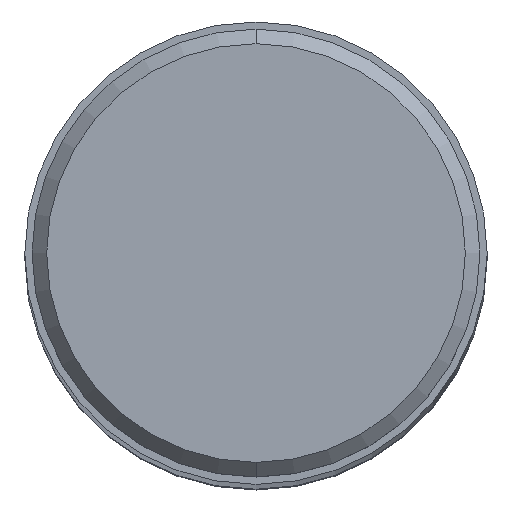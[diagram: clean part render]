
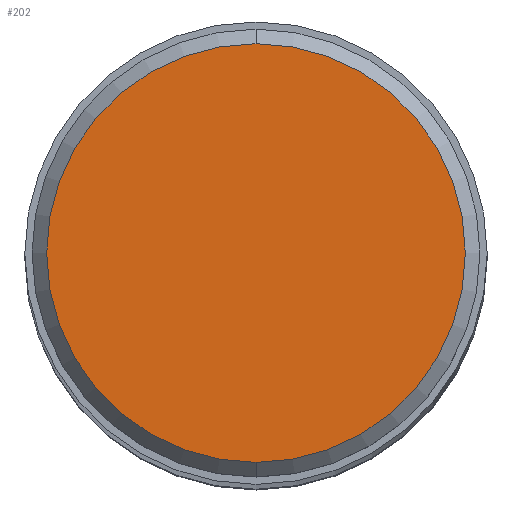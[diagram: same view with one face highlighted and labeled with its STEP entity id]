
A CAD part, top view. The second image highlights one B-rep face of the part: STEP entity #202.
In plain terms, the highlighted planar face has unit normal (0, 0, 1).
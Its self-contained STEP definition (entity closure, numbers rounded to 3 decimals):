
#145=FACE_OUTER_BOUND('',#273,.T.);
#202=ADVANCED_FACE('',(#145),#209,.F.);
#209=PLANE('',#1230);
#273=EDGE_LOOP('',(#526,#527));
#526=ORIENTED_EDGE('',*,*,#740,.F.);
#527=ORIENTED_EDGE('',*,*,#742,.F.);
#612=VERTEX_POINT('',#1911);
#613=VERTEX_POINT('',#1913);
#740=EDGE_CURVE('',#612,#613,#856,.T.);
#742=EDGE_CURVE('',#613,#612,#857,.T.);
#856=CIRCLE('',#1226,14.375);
#857=CIRCLE('',#1228,14.375);
#1226=AXIS2_PLACEMENT_3D('',#1912,#1612,#1613);
#1228=AXIS2_PLACEMENT_3D('',#1916,#1617,#1618);
#1230=AXIS2_PLACEMENT_3D('',#1918,#1621,#1622);
#1612=DIRECTION('',(0.,0.,-1.));
#1613=DIRECTION('',(0.,1.,0.));
#1617=DIRECTION('',(0.,0.,-1.));
#1618=DIRECTION('',(0.,-1.,0.));
#1621=DIRECTION('',(0.,0.,-1.));
#1622=DIRECTION('',(1.,0.,0.));
#1911=CARTESIAN_POINT('',(0.,14.375,0.));
#1912=CARTESIAN_POINT('',(0.,0.,0.));
#1913=CARTESIAN_POINT('',(0.,-14.375,0.));
#1916=CARTESIAN_POINT('',(0.,0.,0.));
#1918=CARTESIAN_POINT('',(0.,0.,0.));
